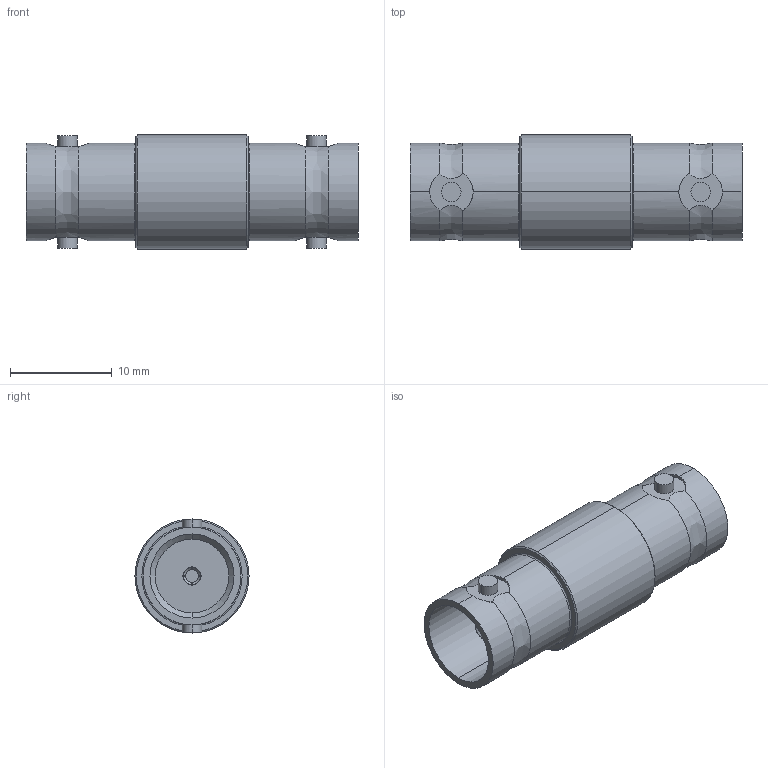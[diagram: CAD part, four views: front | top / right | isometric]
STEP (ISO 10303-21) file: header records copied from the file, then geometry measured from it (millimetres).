
FILE_DESCRIPTION (( 'STEP AP203' ), '1' );
FILE_NAME ('PE9362.step', '2018-06-06T18:02:03', ( '' ), ( '' ), 'SwSTEP 2.0', 'SolidWorks 2017', '' );
FILE_SCHEMA (( 'CONFIG_CONTROL_DESIGN' ));
Length unit declared in the file: inch
Products named in the file (1): PE9362
Bounding box: 32.6 x 11.21 x 11.21 mm (x, y, z)
Volume: 1625.7 mm3; surface area: 1876.2 mm2
Topology: 1 solids, 1 shells, 114 faces, 290 edges, 188 vertices
Faces by surface type: plane 48, cylinder 42, cone 16, torus 4, bspline 4
Entity records: 3797 total; most frequent: CARTESIAN_POINT 933, DIRECTION 600, ORIENTED_EDGE 580, EDGE_CURVE 290, AXIS2_PLACEMENT_3D 239, VERTEX_POINT 188, CIRCLE 128, EDGE_LOOP 124
